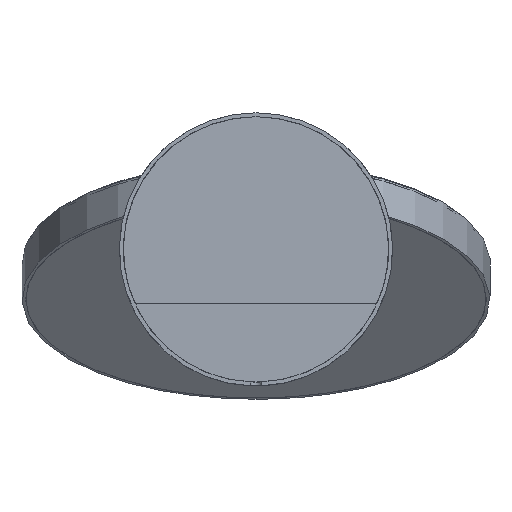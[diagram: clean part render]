
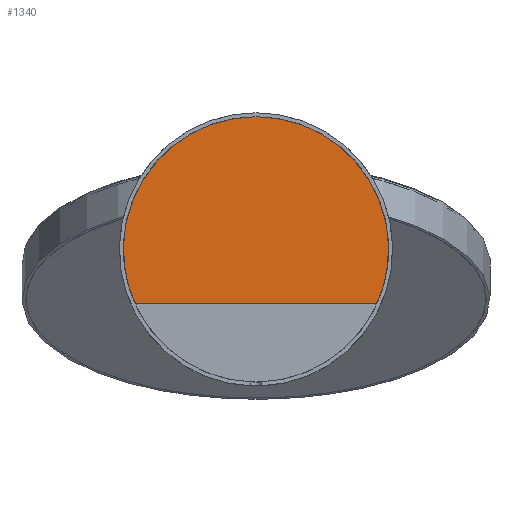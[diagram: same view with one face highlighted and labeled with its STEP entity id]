
A CAD part, front view. The second image highlights one B-rep face of the part: STEP entity #1340.
In plain terms, the highlighted planar face has unit normal (0, -1, 0).
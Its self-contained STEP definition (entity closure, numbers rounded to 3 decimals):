
#363 = EDGE_CURVE ( 'NONE', #4681, #1899, #2255, .T. ) ;
#494 = CARTESIAN_POINT ( 'NONE',  ( 0., 0., -60. ) ) ;
#602 = DIRECTION ( 'NONE',  ( 0., 0., -1. ) ) ;
#760 = CARTESIAN_POINT ( 'NONE',  ( 0., 0., 8. ) ) ;
#907 = DIRECTION ( 'NONE',  ( 0., 0., -1. ) ) ;
#1045 = ORIENTED_EDGE ( 'NONE', *, *, #3303, .T. ) ;
#1340 = ADVANCED_FACE ( 'NONE', ( #4086 ), #5126, .T. ) ;
#1419 = CARTESIAN_POINT ( 'NONE',  ( 0., 0., -60. ) ) ;
#1517 = DIRECTION ( 'NONE',  ( 0., -1., 0. ) ) ;
#1604 = EDGE_LOOP ( 'NONE', ( #2764, #2286, #1045 ) ) ;
#1899 = VERTEX_POINT ( 'NONE', #4834 ) ;
#2255 = LINE ( 'NONE', #4747, #4166 ) ;
#2286 = ORIENTED_EDGE ( 'NONE', *, *, #4338, .T. ) ;
#2365 = CARTESIAN_POINT ( 'NONE',  ( 61.968, 0., -88. ) ) ;
#2590 = AXIS2_PLACEMENT_3D ( 'NONE', #4002, #1517, #4410 ) ;
#2638 = CIRCLE ( 'NONE', #3400, 68. ) ;
#2764 = ORIENTED_EDGE ( 'NONE', *, *, #363, .F. ) ;
#3094 = DIRECTION ( 'NONE',  ( 0., -1., 0. ) ) ;
#3303 = EDGE_CURVE ( 'NONE', #5236, #1899, #3809, .T. ) ;
#3393 = DIRECTION ( 'NONE',  ( 0., -1., 0. ) ) ;
#3400 = AXIS2_PLACEMENT_3D ( 'NONE', #494, #3393, #907 ) ;
#3519 = DIRECTION ( 'NONE',  ( -1., 0., 0. ) ) ;
#3809 = CIRCLE ( 'NONE', #2590, 68. ) ;
#4002 = CARTESIAN_POINT ( 'NONE',  ( 0., 0., -60. ) ) ;
#4086 = FACE_OUTER_BOUND ( 'NONE', #1604, .T. ) ;
#4166 = VECTOR ( 'NONE', #3519, 1000. ) ;
#4338 = EDGE_CURVE ( 'NONE', #4681, #5236, #2638, .T. ) ;
#4410 = DIRECTION ( 'NONE',  ( 0., 0., -1. ) ) ;
#4681 = VERTEX_POINT ( 'NONE', #2365 ) ;
#4747 = CARTESIAN_POINT ( 'NONE',  ( 0., 0., -88. ) ) ;
#4805 = AXIS2_PLACEMENT_3D ( 'NONE', #1419, #3094, #602 ) ;
#4834 = CARTESIAN_POINT ( 'NONE',  ( -61.968, 0., -88. ) ) ;
#5126 = PLANE ( 'NONE',  #4805 ) ;
#5236 = VERTEX_POINT ( 'NONE', #760 ) ;
